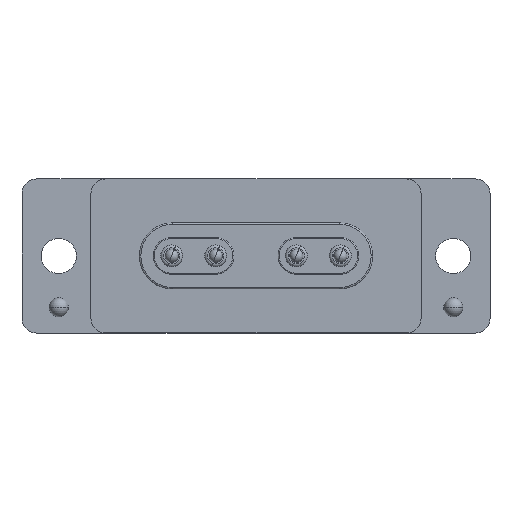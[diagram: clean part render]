
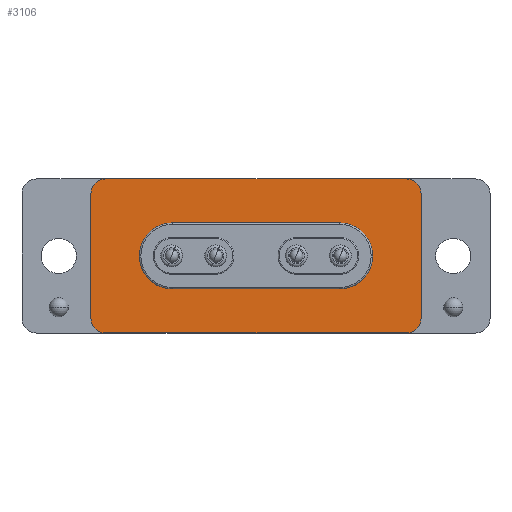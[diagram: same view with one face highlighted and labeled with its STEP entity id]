
A CAD part, top view. The second image highlights one B-rep face of the part: STEP entity #3106.
In plain terms, the highlighted planar face has unit normal (0, 0, 1).
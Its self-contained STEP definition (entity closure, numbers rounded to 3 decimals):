
#5 = EDGE_CURVE ( 'NONE', #1810, #2652, #459, .T. ) ;
#46 = VERTEX_POINT ( 'NONE', #2368 ) ;
#83 = ORIENTED_EDGE ( 'NONE', *, *, #1877, .F. ) ;
#104 = VECTOR ( 'NONE', #2606, 1000. ) ;
#150 = VERTEX_POINT ( 'NONE', #1076 ) ;
#156 = CARTESIAN_POINT ( 'NONE',  ( -10.61, -0.756, 3. ) ) ;
#291 = ORIENTED_EDGE ( 'NONE', *, *, #1596, .T. ) ;
#339 = EDGE_LOOP ( 'NONE', ( #462, #2962, #389, #2061, #83 ) ) ;
#347 = DIRECTION ( 'NONE',  ( 1., 0., 0. ) ) ;
#365 = VERTEX_POINT ( 'NONE', #2642 ) ;
#382 = EDGE_LOOP ( 'NONE', ( #767, #386, #672, #291, #1958, #2929, #2024, #1215 ) ) ;
#386 = ORIENTED_EDGE ( 'NONE', *, *, #879, .T. ) ;
#389 = ORIENTED_EDGE ( 'NONE', *, *, #3416, .F. ) ;
#434 = AXIS2_PLACEMENT_3D ( 'NONE', #2610, #472, #1526 ) ;
#459 = CIRCLE ( 'NONE', #434, 2.25 ) ;
#462 = ORIENTED_EDGE ( 'NONE', *, *, #5, .F. ) ;
#472 = DIRECTION ( 'NONE',  ( 0., 0., 1. ) ) ;
#477 = PLANE ( 'NONE',  #2924 ) ;
#543 = EDGE_CURVE ( 'NONE', #365, #46, #2838, .T. ) ;
#632 = DIRECTION ( 'NONE',  ( 1., 0., 0. ) ) ;
#672 = ORIENTED_EDGE ( 'NONE', *, *, #2961, .T. ) ;
#693 = DIRECTION ( 'NONE',  ( 1., 0., 0. ) ) ;
#739 = AXIS2_PLACEMENT_3D ( 'NONE', #2233, #3100, #2100 ) ;
#760 = CARTESIAN_POINT ( 'NONE',  ( -10.61, -10.256, 3. ) ) ;
#767 = ORIENTED_EDGE ( 'NONE', *, *, #1098, .T. ) ;
#769 = DIRECTION ( 'NONE',  ( 0., -1., 0. ) ) ;
#782 = CIRCLE ( 'NONE', #3216, 2.25 ) ;
#790 = CIRCLE ( 'NONE', #2363, 2.25 ) ;
#816 = VERTEX_POINT ( 'NONE', #2655 ) ;
#835 = CIRCLE ( 'NONE', #2495, 1. ) ;
#836 = VERTEX_POINT ( 'NONE', #760 ) ;
#879 = EDGE_CURVE ( 'NONE', #836, #2218, #2214, .T. ) ;
#911 = VERTEX_POINT ( 'NONE', #2713 ) ;
#919 = DIRECTION ( 'NONE',  ( 1., 0., 0. ) ) ;
#1021 = CARTESIAN_POINT ( 'NONE',  ( -9.61, -10.256, 3. ) ) ;
#1076 = CARTESIAN_POINT ( 'NONE',  ( -10.61, -1.756, 3. ) ) ;
#1098 = EDGE_CURVE ( 'NONE', #150, #836, #2405, .T. ) ;
#1194 = CARTESIAN_POINT ( 'NONE',  ( 6.34, -8.256, 3. ) ) ;
#1215 = ORIENTED_EDGE ( 'NONE', *, *, #3565, .T. ) ;
#1235 = LINE ( 'NONE', #2168, #2063 ) ;
#1382 = VERTEX_POINT ( 'NONE', #1457 ) ;
#1457 = CARTESIAN_POINT ( 'NONE',  ( 11.89, -10.256, 3. ) ) ;
#1458 = CARTESIAN_POINT ( 'NONE',  ( -5.06, -3.756, 3. ) ) ;
#1495 = VERTEX_POINT ( 'NONE', #2547 ) ;
#1526 = DIRECTION ( 'NONE',  ( 1., 0., 0. ) ) ;
#1551 = VECTOR ( 'NONE', #693, 1000. ) ;
#1596 = EDGE_CURVE ( 'NONE', #816, #1382, #1689, .T. ) ;
#1647 = DIRECTION ( 'NONE',  ( 1., 0., 0. ) ) ;
#1653 = VECTOR ( 'NONE', #769, 1000. ) ;
#1689 = CIRCLE ( 'NONE', #739, 1. ) ;
#1789 = VECTOR ( 'NONE', #3411, 1000. ) ;
#1803 = EDGE_CURVE ( 'NONE', #3444, #3468, #782, .T. ) ;
#1810 = VERTEX_POINT ( 'NONE', #1194 ) ;
#1877 = EDGE_CURVE ( 'NONE', #2652, #3444, #3278, .T. ) ;
#1878 = FACE_BOUND ( 'NONE', #339, .T. ) ;
#1882 = CIRCLE ( 'NONE', #2285, 1. ) ;
#1917 = DIRECTION ( 'NONE',  ( 0., 0., 1. ) ) ;
#1958 = ORIENTED_EDGE ( 'NONE', *, *, #3509, .T. ) ;
#2024 = ORIENTED_EDGE ( 'NONE', *, *, #543, .T. ) ;
#2036 = DIRECTION ( 'NONE',  ( 0., 0., 1. ) ) ;
#2047 = CARTESIAN_POINT ( 'NONE',  ( 10.89, -1.756, 3. ) ) ;
#2061 = ORIENTED_EDGE ( 'NONE', *, *, #1803, .F. ) ;
#2063 = VECTOR ( 'NONE', #3309, 1000. ) ;
#2100 = DIRECTION ( 'NONE',  ( 1., 0., 0. ) ) ;
#2117 = DIRECTION ( 'NONE',  ( 1., 0., 0. ) ) ;
#2128 = CARTESIAN_POINT ( 'NONE',  ( -5.06, -3.756, 3. ) ) ;
#2162 = DIRECTION ( 'NONE',  ( 1., 0., 0. ) ) ;
#2168 = CARTESIAN_POINT ( 'NONE',  ( 11.89, -0.756, 3. ) ) ;
#2214 = CIRCLE ( 'NONE', #3008, 1. ) ;
#2218 = VERTEX_POINT ( 'NONE', #3436 ) ;
#2233 = CARTESIAN_POINT ( 'NONE',  ( 10.89, -10.256, 3. ) ) ;
#2278 = LINE ( 'NONE', #3204, #1551 ) ;
#2285 = AXIS2_PLACEMENT_3D ( 'NONE', #2047, #2036, #632 ) ;
#2363 = AXIS2_PLACEMENT_3D ( 'NONE', #2656, #2957, #2117 ) ;
#2368 = CARTESIAN_POINT ( 'NONE',  ( -9.61, -0.756, 3. ) ) ;
#2370 = FACE_OUTER_BOUND ( 'NONE', #382, .T. ) ;
#2405 = LINE ( 'NONE', #3282, #1653 ) ;
#2418 = CARTESIAN_POINT ( 'NONE',  ( -7.31, -6.006, 3. ) ) ;
#2434 = CARTESIAN_POINT ( 'NONE',  ( 0., 0., 3. ) ) ;
#2450 = EDGE_CURVE ( 'NONE', #1495, #1810, #3071, .T. ) ;
#2495 = AXIS2_PLACEMENT_3D ( 'NONE', #2987, #1917, #3023 ) ;
#2547 = CARTESIAN_POINT ( 'NONE',  ( -5.06, -8.256, 3. ) ) ;
#2589 = CARTESIAN_POINT ( 'NONE',  ( -5.06, -6.006, 3. ) ) ;
#2606 = DIRECTION ( 'NONE',  ( -1., 0., 0. ) ) ;
#2610 = CARTESIAN_POINT ( 'NONE',  ( 6.34, -6.006, 3. ) ) ;
#2642 = CARTESIAN_POINT ( 'NONE',  ( 10.89, -0.756, 3. ) ) ;
#2652 = VERTEX_POINT ( 'NONE', #3367 ) ;
#2655 = CARTESIAN_POINT ( 'NONE',  ( 10.89, -11.256, 3. ) ) ;
#2656 = CARTESIAN_POINT ( 'NONE',  ( -5.06, -6.006, 3. ) ) ;
#2713 = CARTESIAN_POINT ( 'NONE',  ( 11.89, -1.756, 3. ) ) ;
#2724 = DIRECTION ( 'NONE',  ( 0., 0., 1. ) ) ;
#2838 = LINE ( 'NONE', #156, #104 ) ;
#2851 = EDGE_CURVE ( 'NONE', #911, #365, #1882, .T. ) ;
#2924 = AXIS2_PLACEMENT_3D ( 'NONE', #2434, #2724, #2162 ) ;
#2929 = ORIENTED_EDGE ( 'NONE', *, *, #2851, .T. ) ;
#2942 = VECTOR ( 'NONE', #347, 1000. ) ;
#2957 = DIRECTION ( 'NONE',  ( 0., 0., 1. ) ) ;
#2961 = EDGE_CURVE ( 'NONE', #2218, #816, #2278, .T. ) ;
#2962 = ORIENTED_EDGE ( 'NONE', *, *, #2450, .F. ) ;
#2987 = CARTESIAN_POINT ( 'NONE',  ( -9.61, -1.756, 3. ) ) ;
#3008 = AXIS2_PLACEMENT_3D ( 'NONE', #1021, #3557, #1647 ) ;
#3023 = DIRECTION ( 'NONE',  ( 1., 0., 0. ) ) ;
#3071 = LINE ( 'NONE', #3409, #2942 ) ;
#3100 = DIRECTION ( 'NONE',  ( 0., 0., 1. ) ) ;
#3106 = ADVANCED_FACE ( 'NONE', ( #1878, #2370 ), #477, .T. ) ;
#3165 = DIRECTION ( 'NONE',  ( 0., 0., 1. ) ) ;
#3204 = CARTESIAN_POINT ( 'NONE',  ( -10.61, -11.256, 3. ) ) ;
#3216 = AXIS2_PLACEMENT_3D ( 'NONE', #2589, #3165, #919 ) ;
#3278 = LINE ( 'NONE', #1458, #1789 ) ;
#3282 = CARTESIAN_POINT ( 'NONE',  ( -10.61, -0.756, 3. ) ) ;
#3309 = DIRECTION ( 'NONE',  ( 0., 1., 0. ) ) ;
#3367 = CARTESIAN_POINT ( 'NONE',  ( 6.34, -3.756, 3. ) ) ;
#3409 = CARTESIAN_POINT ( 'NONE',  ( -5.06, -8.256, 3. ) ) ;
#3411 = DIRECTION ( 'NONE',  ( -1., 0., 0. ) ) ;
#3416 = EDGE_CURVE ( 'NONE', #3468, #1495, #790, .T. ) ;
#3436 = CARTESIAN_POINT ( 'NONE',  ( -9.61, -11.256, 3. ) ) ;
#3444 = VERTEX_POINT ( 'NONE', #2128 ) ;
#3468 = VERTEX_POINT ( 'NONE', #2418 ) ;
#3509 = EDGE_CURVE ( 'NONE', #1382, #911, #1235, .T. ) ;
#3557 = DIRECTION ( 'NONE',  ( 0., 0., 1. ) ) ;
#3565 = EDGE_CURVE ( 'NONE', #46, #150, #835, .T. ) ;
